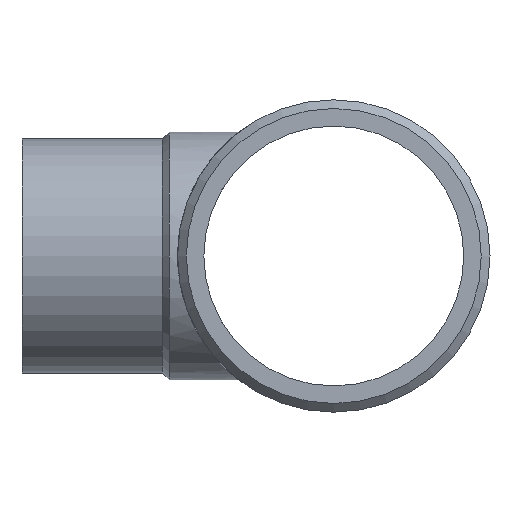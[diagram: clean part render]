
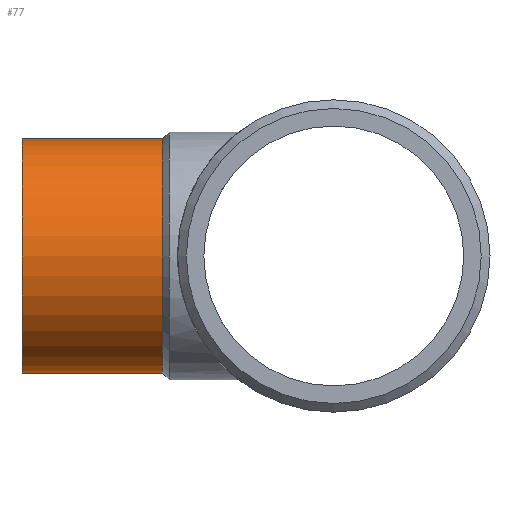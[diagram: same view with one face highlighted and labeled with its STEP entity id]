
A CAD part, left-side view. The second image highlights one B-rep face of the part: STEP entity #77.
In plain terms, the highlighted cylindrical face has radius 125 mm (diameter 250 mm), a full revolution.
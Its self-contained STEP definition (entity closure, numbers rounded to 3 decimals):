
#77 = ADVANCED_FACE( '', ( #95, #96 ), #97, .T. );
#95 = FACE_OUTER_BOUND( '', #136, .T. );
#96 = FACE_OUTER_BOUND( '', #137, .T. );
#97 = CYLINDRICAL_SURFACE( '', #138, 125. );
#136 = EDGE_LOOP( '', ( #181 ) );
#137 = EDGE_LOOP( '', ( #182 ) );
#138 = AXIS2_PLACEMENT_3D( '', #183, #184, #185 );
#181 = ORIENTED_EDGE( '', *, *, #240, .F. );
#182 = ORIENTED_EDGE( '', *, *, #241, .T. );
#183 = CARTESIAN_POINT( '', ( -335., 0., 0. ) );
#184 = DIRECTION( '', ( 0., 1., 0. ) );
#185 = DIRECTION( '', ( 0., 0., -1. ) );
#240 = EDGE_CURVE( '', #256, #256, #257, .T. );
#241 = EDGE_CURVE( '', #258, #258, #259, .T. );
#256 = VERTEX_POINT( '', #493 );
#257 = CIRCLE( '', #494, 125. );
#258 = VERTEX_POINT( '', #495 );
#259 = CIRCLE( '', #496, 125. );
#493 = CARTESIAN_POINT( '', ( -335., 183., -125. ) );
#494 = AXIS2_PLACEMENT_3D( '', #727, #728, #729 );
#495 = CARTESIAN_POINT( '', ( -335., 333., -125. ) );
#496 = AXIS2_PLACEMENT_3D( '', #730, #731, #732 );
#727 = CARTESIAN_POINT( '', ( -335., 183., 0. ) );
#728 = DIRECTION( '', ( 0., -1., 0. ) );
#729 = DIRECTION( '', ( 0., 0., -1. ) );
#730 = CARTESIAN_POINT( '', ( -335., 333., 0. ) );
#731 = DIRECTION( '', ( 0., -1., 0. ) );
#732 = DIRECTION( '', ( 0., 0., -1. ) );
